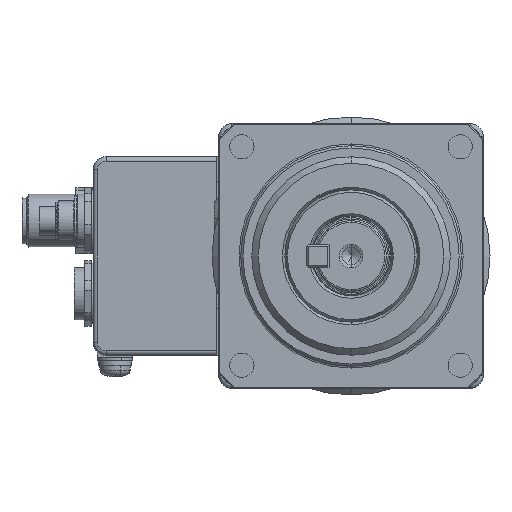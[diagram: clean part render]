
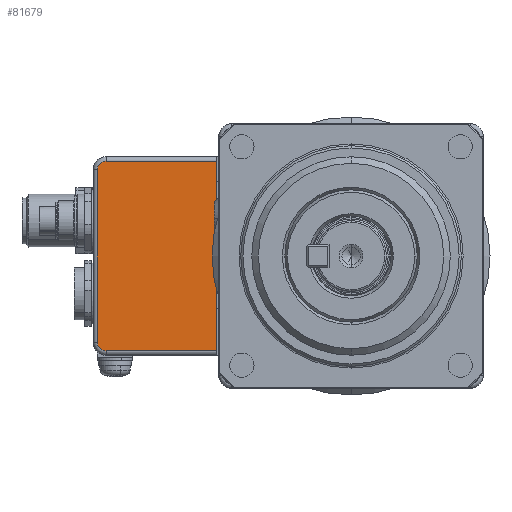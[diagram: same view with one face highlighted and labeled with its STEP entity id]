
A CAD part, left-side view. The second image highlights one B-rep face of the part: STEP entity #81679.
In plain terms, the highlighted planar face has unit normal (-1, 0, 0).
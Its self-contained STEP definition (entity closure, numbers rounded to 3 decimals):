
#5711 = DIRECTION ( 'NONE',  ( 0., 0., -1. ) ) ;
#5989 = ORIENTED_EDGE ( 'NONE', *, *, #31494, .T. ) ;
#14889 = VERTEX_POINT ( 'NONE', #99304 ) ;
#22828 = CARTESIAN_POINT ( 'NONE',  ( -47., 87.5, 0. ) ) ;
#24859 = CARTESIAN_POINT ( 'NONE',  ( -47., 85.5, -10.5 ) ) ;
#28424 = LINE ( 'NONE', #22828, #83676 ) ;
#28505 = VERTEX_POINT ( 'NONE', #130573 ) ;
#30829 = CARTESIAN_POINT ( 'NONE',  ( -47., 60.5, 0. ) ) ;
#31494 = EDGE_CURVE ( 'NONE', #37458, #28505, #40639, .T. ) ;
#37458 = VERTEX_POINT ( 'NONE', #45683 ) ;
#40639 = LINE ( 'NONE', #81689, #99083 ) ;
#41690 = DIRECTION ( 'NONE',  ( 0., 0., -1. ) ) ;
#44930 = VERTEX_POINT ( 'NONE', #110518 ) ;
#45683 = CARTESIAN_POINT ( 'NONE',  ( -47., 60.5, -8.5 ) ) ;
#47933 = FACE_OUTER_BOUND ( 'NONE', #129258, .T. ) ;
#49205 = DIRECTION ( 'NONE',  ( 1., 0., 0. ) ) ;
#51683 = VERTEX_POINT ( 'NONE', #79859 ) ;
#53354 = EDGE_CURVE ( 'NONE', #51683, #14889, #127776, .T. ) ;
#63132 = VECTOR ( 'NONE', #91482, 1000. ) ;
#64258 = AXIS2_PLACEMENT_3D ( 'NONE', #80470, #49205, #132199 ) ;
#65385 = VERTEX_POINT ( 'NONE', #72055 ) ;
#65756 = VECTOR ( 'NONE', #41690, 1000. ) ;
#70628 = AXIS2_PLACEMENT_3D ( 'NONE', #91108, #122376, #91941 ) ;
#72055 = CARTESIAN_POINT ( 'NONE',  ( -47., 87.5, -10.5 ) ) ;
#73067 = LINE ( 'NONE', #81124, #63132 ) ;
#75966 = ORIENTED_EDGE ( 'NONE', *, *, #53354, .T. ) ;
#79859 = CARTESIAN_POINT ( 'NONE',  ( -47., 87.5, -49.5 ) ) ;
#80209 = CIRCLE ( 'NONE', #96544, 2. ) ;
#80470 = CARTESIAN_POINT ( 'NONE',  ( -47., 0., 0. ) ) ;
#81124 = CARTESIAN_POINT ( 'NONE',  ( -47., 0., -51.5 ) ) ;
#81255 = ORIENTED_EDGE ( 'NONE', *, *, #92565, .T. ) ;
#81679 = ADVANCED_FACE ( 'NONE', ( #47933 ), #101297, .F. ) ;
#81689 = CARTESIAN_POINT ( 'NONE',  ( -47., 85.5, -8.5 ) ) ;
#83676 = VECTOR ( 'NONE', #94496, 1000. ) ;
#89758 = EDGE_CURVE ( 'NONE', #14889, #44930, #73067, .T. ) ;
#91108 = CARTESIAN_POINT ( 'NONE',  ( -47., 85.5, -49.5 ) ) ;
#91482 = DIRECTION ( 'NONE',  ( 0., -1., 0. ) ) ;
#91941 = DIRECTION ( 'NONE',  ( 0., 0., -1. ) ) ;
#92565 = EDGE_CURVE ( 'NONE', #65385, #51683, #28424, .T. ) ;
#93012 = EDGE_CURVE ( 'NONE', #37458, #44930, #129120, .T. ) ;
#94496 = DIRECTION ( 'NONE',  ( 0., 0., -1. ) ) ;
#96544 = AXIS2_PLACEMENT_3D ( 'NONE', #24859, #118815, #5711 ) ;
#99083 = VECTOR ( 'NONE', #100255, 1000. ) ;
#99304 = CARTESIAN_POINT ( 'NONE',  ( -47., 85.5, -51.5 ) ) ;
#100255 = DIRECTION ( 'NONE',  ( 0., 1., 0. ) ) ;
#101297 = PLANE ( 'NONE',  #64258 ) ;
#110518 = CARTESIAN_POINT ( 'NONE',  ( -47., 60.5, -51.5 ) ) ;
#111776 = EDGE_CURVE ( 'NONE', #28505, #65385, #80209, .T. ) ;
#118815 = DIRECTION ( 'NONE',  ( -1., 0., 0. ) ) ;
#122376 = DIRECTION ( 'NONE',  ( -1., 0., 0. ) ) ;
#123030 = ORIENTED_EDGE ( 'NONE', *, *, #89758, .T. ) ;
#124190 = ORIENTED_EDGE ( 'NONE', *, *, #111776, .T. ) ;
#127776 = CIRCLE ( 'NONE', #70628, 2. ) ;
#127778 = ORIENTED_EDGE ( 'NONE', *, *, #93012, .F. ) ;
#129120 = LINE ( 'NONE', #30829, #65756 ) ;
#129258 = EDGE_LOOP ( 'NONE', ( #127778, #5989, #124190, #81255, #75966, #123030 ) ) ;
#130573 = CARTESIAN_POINT ( 'NONE',  ( -47., 85.5, -8.5 ) ) ;
#132199 = DIRECTION ( 'NONE',  ( 0., 0., -1. ) ) ;
